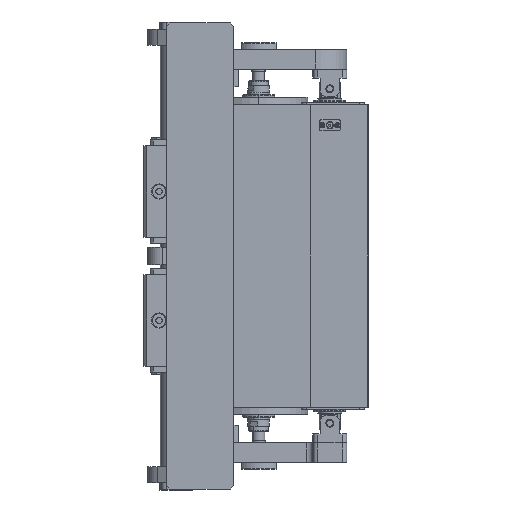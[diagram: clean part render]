
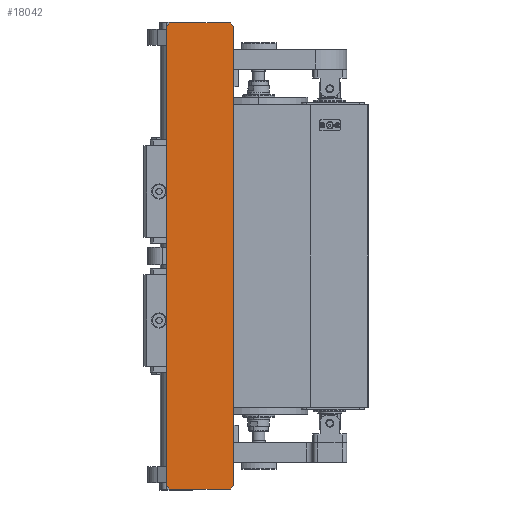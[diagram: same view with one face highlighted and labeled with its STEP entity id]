
A CAD part, left-side view. The second image highlights one B-rep face of the part: STEP entity #18042.
In plain terms, the highlighted face is planar.
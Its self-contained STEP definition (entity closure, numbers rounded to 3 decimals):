
#1221 = DIRECTION ( 'NONE',  ( 1., 0., 0. ) ) ;
#2124 = CARTESIAN_POINT ( 'NONE',  ( -148., 148., 16. ) ) ;
#3125 = VECTOR ( 'NONE', #63299, 1000. ) ;
#4612 = CARTESIAN_POINT ( 'NONE',  ( 258., 38., 16. ) ) ;
#6144 = EDGE_CURVE ( 'NONE', #10451, #37305, #24248, .T. ) ;
#6512 = VERTEX_POINT ( 'NONE', #58650 ) ;
#6612 = PLANE ( 'NONE',  #13779 ) ;
#7979 = DIRECTION ( 'NONE',  ( 0.707, 0.707, 0. ) ) ;
#10451 = VERTEX_POINT ( 'NONE', #10904 ) ;
#10904 = CARTESIAN_POINT ( 'NONE',  ( 262., 34., 16. ) ) ;
#12050 = DIRECTION ( 'NONE',  ( 0., 0., 1. ) ) ;
#13466 = LINE ( 'NONE', #21987, #61511 ) ;
#13779 = AXIS2_PLACEMENT_3D ( 'NONE', #44304, #12050, #44064 ) ;
#14033 = FACE_OUTER_BOUND ( 'NONE', #16872, .T. ) ;
#14306 = VERTEX_POINT ( 'NONE', #42292 ) ;
#14745 = CARTESIAN_POINT ( 'NONE',  ( -262., 38., 16. ) ) ;
#15219 = VERTEX_POINT ( 'NONE', #37097 ) ;
#15791 = LINE ( 'NONE', #14745, #3125 ) ;
#16872 = EDGE_LOOP ( 'NONE', ( #41682, #62108, #60789, #67343, #24991, #69722, #33445, #38149 ) ) ;
#17317 = EDGE_CURVE ( 'NONE', #37305, #14306, #15791, .T. ) ;
#18042 = ADVANCED_FACE ( 'NONE', ( #14033 ), #6612, .T. ) ;
#19098 = CARTESIAN_POINT ( 'NONE',  ( -258., -38., 16. ) ) ;
#20687 = VECTOR ( 'NONE', #41691, 1000. ) ;
#21987 = CARTESIAN_POINT ( 'NONE',  ( -148., -148., 16. ) ) ;
#22024 = LINE ( 'NONE', #49574, #57386 ) ;
#24248 = LINE ( 'NONE', #53558, #47850 ) ;
#24991 = ORIENTED_EDGE ( 'NONE', *, *, #63901, .T. ) ;
#33178 = VECTOR ( 'NONE', #7979, 1000. ) ;
#33445 = ORIENTED_EDGE ( 'NONE', *, *, #49724, .T. ) ;
#35253 = EDGE_CURVE ( 'NONE', #40968, #49057, #38245, .T. ) ;
#36080 = LINE ( 'NONE', #69172, #54716 ) ;
#36094 = CARTESIAN_POINT ( 'NONE',  ( 258., -38., 16. ) ) ;
#36415 = VERTEX_POINT ( 'NONE', #19098 ) ;
#37097 = CARTESIAN_POINT ( 'NONE',  ( -262., -34., 16. ) ) ;
#37305 = VERTEX_POINT ( 'NONE', #4612 ) ;
#38149 = ORIENTED_EDGE ( 'NONE', *, *, #35253, .T. ) ;
#38245 = LINE ( 'NONE', #39997, #33178 ) ;
#39149 = DIRECTION ( 'NONE',  ( 0., 1., 0. ) ) ;
#39997 = CARTESIAN_POINT ( 'NONE',  ( 148., -148., 16. ) ) ;
#40968 = VERTEX_POINT ( 'NONE', #36094 ) ;
#41110 = EDGE_CURVE ( 'NONE', #49057, #10451, #22024, .T. ) ;
#41682 = ORIENTED_EDGE ( 'NONE', *, *, #41110, .T. ) ;
#41691 = DIRECTION ( 'NONE',  ( -0.707, -0.707, 0. ) ) ;
#41987 = EDGE_CURVE ( 'NONE', #15219, #36415, #13466, .T. ) ;
#42292 = CARTESIAN_POINT ( 'NONE',  ( -258., 38., 16. ) ) ;
#43442 = CARTESIAN_POINT ( 'NONE',  ( -262., -38., 16. ) ) ;
#44064 = DIRECTION ( 'NONE',  ( 1., 0., 0. ) ) ;
#44262 = LINE ( 'NONE', #2124, #20687 ) ;
#44304 = CARTESIAN_POINT ( 'NONE',  ( 0., 0., 16. ) ) ;
#45017 = DIRECTION ( 'NONE',  ( 0.707, -0.707, 0. ) ) ;
#46083 = EDGE_CURVE ( 'NONE', #14306, #6512, #44262, .T. ) ;
#46649 = LINE ( 'NONE', #43442, #61008 ) ;
#47850 = VECTOR ( 'NONE', #48558, 1000. ) ;
#48104 = DIRECTION ( 'NONE',  ( 0., -1., 0. ) ) ;
#48558 = DIRECTION ( 'NONE',  ( -0.707, 0.707, 0. ) ) ;
#49057 = VERTEX_POINT ( 'NONE', #51604 ) ;
#49574 = CARTESIAN_POINT ( 'NONE',  ( 262., 38., 16. ) ) ;
#49724 = EDGE_CURVE ( 'NONE', #36415, #40968, #46649, .T. ) ;
#51604 = CARTESIAN_POINT ( 'NONE',  ( 262., -34., 16. ) ) ;
#53558 = CARTESIAN_POINT ( 'NONE',  ( 148., 148., 16. ) ) ;
#54716 = VECTOR ( 'NONE', #48104, 1000. ) ;
#57386 = VECTOR ( 'NONE', #39149, 1000. ) ;
#58650 = CARTESIAN_POINT ( 'NONE',  ( -262., 34., 16. ) ) ;
#60789 = ORIENTED_EDGE ( 'NONE', *, *, #17317, .T. ) ;
#61008 = VECTOR ( 'NONE', #1221, 1000. ) ;
#61511 = VECTOR ( 'NONE', #45017, 1000. ) ;
#62108 = ORIENTED_EDGE ( 'NONE', *, *, #6144, .T. ) ;
#63299 = DIRECTION ( 'NONE',  ( -1., 0., 0. ) ) ;
#63901 = EDGE_CURVE ( 'NONE', #6512, #15219, #36080, .T. ) ;
#67343 = ORIENTED_EDGE ( 'NONE', *, *, #46083, .T. ) ;
#69172 = CARTESIAN_POINT ( 'NONE',  ( -262., 38., 16. ) ) ;
#69722 = ORIENTED_EDGE ( 'NONE', *, *, #41987, .T. ) ;
